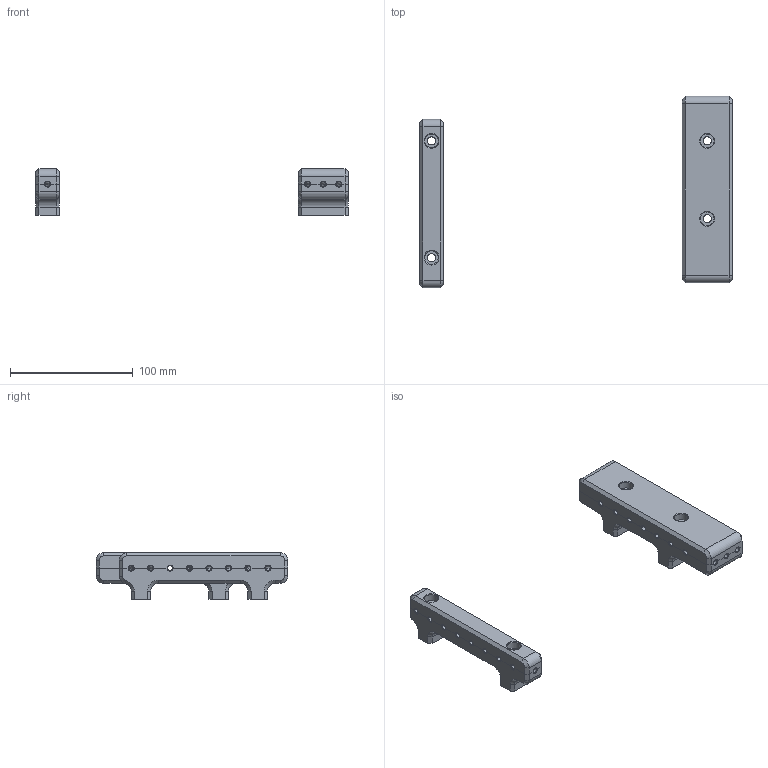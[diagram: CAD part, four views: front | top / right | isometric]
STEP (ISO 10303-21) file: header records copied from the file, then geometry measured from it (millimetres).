
FILE_DESCRIPTION(/* description */ (''),/* implementation_level */ '2;1');
FILE_NAME(/* name */ '3D printed way lube copper tube support.step',/* time_stamp */ '2021-03-28T22:31:36-04:00',/* author */ (''),/* organization */ (''),/* preprocessor_version */ 'ST-DEVELOPER v18.1',/* originating_system */ 'Autodesk Translation Framework v9.10.0.1330',/* authorisation */ '');
FILE_SCHEMA (('AUTOMOTIVE_DESIGN { 1 0 10303 214 3 1 1 }'));
Length unit declared in the file: inch
Products named in the file (7): 3D printed support; Part one; Base; Top; Part two; Base (1); Top (1)
Assembly tree (6 placements, depth 3):
  3D printed support
    Part one
      Base
      Top
    Part two
      Base (1)
      Top (1)
Bounding box: 254.63 x 156.43 x 37.9 mm (x, y, z)
Volume: 227175.4 mm3; surface area: 59815.2 mm2
Topology: 5 solids, 5 shells, 316 faces, 856 edges, 550 vertices
Faces by surface type: plane 121, cone 92, cylinder 69, torus 19, bspline 15
Full cylindrical faces by diameter (mm): 6.756 x8, 11.112 x4
Entity records: 11910 total; most frequent: CARTESIAN_POINT 3729, ORIENTED_EDGE 1712, DIRECTION 1672, EDGE_CURVE 856, AXIS2_PLACEMENT_3D 587, VERTEX_POINT 550, LINE 498, VECTOR 498
